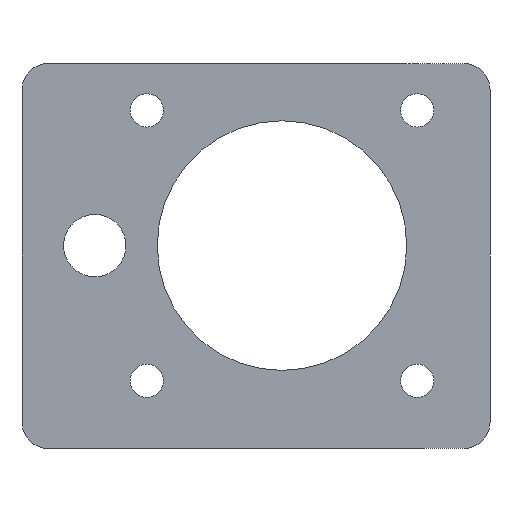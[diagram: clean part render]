
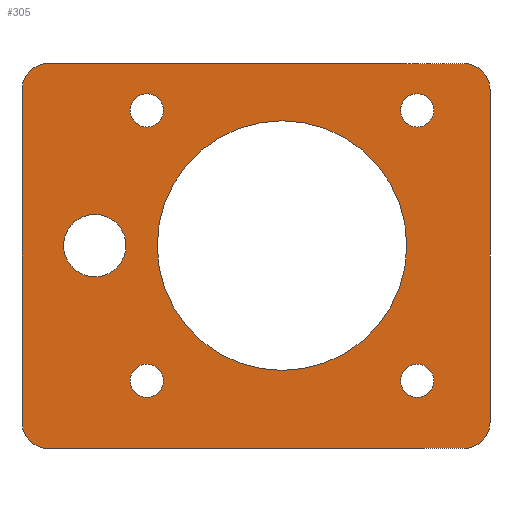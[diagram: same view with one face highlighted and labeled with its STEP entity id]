
A CAD part, front view. The second image highlights one B-rep face of the part: STEP entity #305.
In plain terms, the highlighted planar face has unit normal (0, -1, 0).
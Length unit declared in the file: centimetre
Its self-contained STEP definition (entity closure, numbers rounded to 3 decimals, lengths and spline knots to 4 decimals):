
#30=FACE_BOUND('',#86,.T.);
#31=FACE_BOUND('',#87,.T.);
#32=FACE_BOUND('',#88,.T.);
#33=FACE_BOUND('',#89,.T.);
#34=FACE_BOUND('',#90,.T.);
#35=FACE_BOUND('',#91,.T.);
#41=PLANE('',#343);
#57=FACE_OUTER_BOUND('',#85,.T.);
#85=EDGE_LOOP('',(#266,#267,#268,#269,#270,#271,#272,#273));
#86=EDGE_LOOP('',(#274));
#87=EDGE_LOOP('',(#275));
#88=EDGE_LOOP('',(#276));
#89=EDGE_LOOP('',(#277));
#90=EDGE_LOOP('',(#278));
#91=EDGE_LOOP('',(#279));
#98=LINE('',#472,#114);
#101=LINE('',#495,#117);
#103=LINE('',#502,#119);
#106=LINE('',#510,#122);
#114=VECTOR('',#380,4.);
#117=VECTOR('',#409,3.2);
#119=VECTOR('',#417,3.2);
#122=VECTOR('',#426,4.);
#124=CIRCLE('',#309,0.25);
#135=CIRCLE('',#323,1.2);
#136=CIRCLE('',#325,0.16);
#137=CIRCLE('',#327,0.16);
#138=CIRCLE('',#329,0.16);
#139=CIRCLE('',#331,0.16);
#140=CIRCLE('',#333,0.3);
#141=CIRCLE('',#336,0.25);
#142=CIRCLE('',#339,0.25);
#143=CIRCLE('',#342,0.25);
#144=VERTEX_POINT('',#436);
#145=VERTEX_POINT('',#437);
#160=VERTEX_POINT('',#471);
#161=VERTEX_POINT('',#475);
#162=VERTEX_POINT('',#478);
#163=VERTEX_POINT('',#481);
#164=VERTEX_POINT('',#484);
#165=VERTEX_POINT('',#487);
#166=VERTEX_POINT('',#490);
#167=VERTEX_POINT('',#493);
#168=VERTEX_POINT('',#497);
#169=VERTEX_POINT('',#501);
#170=VERTEX_POINT('',#505);
#171=VERTEX_POINT('',#509);
#172=EDGE_CURVE('',#144,#145,#124,.T.);
#189=EDGE_CURVE('',#160,#145,#98,.T.);
#191=EDGE_CURVE('',#161,#161,#135,.T.);
#192=EDGE_CURVE('',#162,#162,#136,.T.);
#193=EDGE_CURVE('',#163,#163,#137,.T.);
#194=EDGE_CURVE('',#164,#164,#138,.T.);
#195=EDGE_CURVE('',#165,#165,#139,.T.);
#196=EDGE_CURVE('',#166,#166,#140,.T.);
#198=EDGE_CURVE('',#144,#167,#101,.T.);
#199=EDGE_CURVE('',#168,#160,#141,.T.);
#201=EDGE_CURVE('',#169,#168,#103,.T.);
#203=EDGE_CURVE('',#170,#169,#142,.T.);
#205=EDGE_CURVE('',#171,#170,#106,.T.);
#207=EDGE_CURVE('',#167,#171,#143,.T.);
#266=ORIENTED_EDGE('',*,*,#172,.F.);
#267=ORIENTED_EDGE('',*,*,#198,.T.);
#268=ORIENTED_EDGE('',*,*,#207,.T.);
#269=ORIENTED_EDGE('',*,*,#205,.T.);
#270=ORIENTED_EDGE('',*,*,#203,.T.);
#271=ORIENTED_EDGE('',*,*,#201,.T.);
#272=ORIENTED_EDGE('',*,*,#199,.T.);
#273=ORIENTED_EDGE('',*,*,#189,.T.);
#274=ORIENTED_EDGE('',*,*,#196,.T.);
#275=ORIENTED_EDGE('',*,*,#195,.T.);
#276=ORIENTED_EDGE('',*,*,#194,.T.);
#277=ORIENTED_EDGE('',*,*,#193,.T.);
#278=ORIENTED_EDGE('',*,*,#192,.T.);
#279=ORIENTED_EDGE('',*,*,#191,.T.);
#305=ADVANCED_FACE('',(#57,#30,#31,#32,#33,#34,#35),#41,.T.);
#309=AXIS2_PLACEMENT_3D('',#438,#348,#349);
#323=AXIS2_PLACEMENT_3D('',#476,#384,#385);
#325=AXIS2_PLACEMENT_3D('',#479,#388,#389);
#327=AXIS2_PLACEMENT_3D('',#482,#392,#393);
#329=AXIS2_PLACEMENT_3D('',#485,#396,#397);
#331=AXIS2_PLACEMENT_3D('',#488,#400,#401);
#333=AXIS2_PLACEMENT_3D('',#491,#404,#405);
#336=AXIS2_PLACEMENT_3D('',#498,#412,#413);
#339=AXIS2_PLACEMENT_3D('',#506,#421,#422);
#342=AXIS2_PLACEMENT_3D('',#513,#430,#431);
#343=AXIS2_PLACEMENT_3D('',#514,#432,#433);
#348=DIRECTION('center_axis',(0.,1.,0.));
#349=DIRECTION('ref_axis',(0.707,0.,-0.707));
#380=DIRECTION('',(1.,0.,0.));
#384=DIRECTION('center_axis',(0.,1.,0.));
#385=DIRECTION('ref_axis',(1.,0.,0.));
#388=DIRECTION('center_axis',(0.,1.,0.));
#389=DIRECTION('ref_axis',(1.,0.,0.));
#392=DIRECTION('center_axis',(0.,1.,0.));
#393=DIRECTION('ref_axis',(1.,0.,0.));
#396=DIRECTION('center_axis',(0.,1.,0.));
#397=DIRECTION('ref_axis',(1.,0.,0.));
#400=DIRECTION('center_axis',(0.,1.,0.));
#401=DIRECTION('ref_axis',(1.,0.,0.));
#404=DIRECTION('center_axis',(0.,1.,0.));
#405=DIRECTION('ref_axis',(1.,0.,0.));
#409=DIRECTION('',(0.,0.,1.));
#412=DIRECTION('center_axis',(0.,-1.,0.));
#413=DIRECTION('ref_axis',(-1.,0.,0.));
#417=DIRECTION('',(0.,0.,-1.));
#421=DIRECTION('center_axis',(0.,-1.,0.));
#422=DIRECTION('ref_axis',(0.,0.,1.));
#426=DIRECTION('',(-1.,0.,0.));
#430=DIRECTION('center_axis',(0.,-1.,0.));
#431=DIRECTION('ref_axis',(1.,0.,0.));
#432=DIRECTION('center_axis',(0.,-1.,0.));
#433=DIRECTION('ref_axis',(1.,0.,0.));
#436=CARTESIAN_POINT('',(3.2543,0.1788,-1.8542));
#437=CARTESIAN_POINT('',(3.0043,0.1788,-2.1042));
#438=CARTESIAN_POINT('Origin',(3.0043,0.1788,-1.8542));
#471=CARTESIAN_POINT('',(-0.9957,0.1788,-2.1042));
#472=CARTESIAN_POINT('',(-0.9957,0.1788,-2.1042));
#475=CARTESIAN_POINT('',(0.0543,0.1788,-0.1542));
#476=CARTESIAN_POINT('Origin',(1.2543,0.1788,-0.1542));
#478=CARTESIAN_POINT('',(2.3943,0.1788,-1.4542));
#479=CARTESIAN_POINT('Origin',(2.5543,0.1788,-1.4542));
#481=CARTESIAN_POINT('',(-0.2057,0.1788,-1.4542));
#482=CARTESIAN_POINT('Origin',(-0.0457,0.1788,-1.4542));
#484=CARTESIAN_POINT('',(-0.2057,0.1788,1.1458));
#485=CARTESIAN_POINT('Origin',(-0.0457,0.1788,1.1458));
#487=CARTESIAN_POINT('',(2.3943,0.1788,1.1458));
#488=CARTESIAN_POINT('Origin',(2.5543,0.1788,1.1458));
#490=CARTESIAN_POINT('',(-0.8457,0.1788,-0.1542));
#491=CARTESIAN_POINT('Origin',(-0.5457,0.1788,-0.1542));
#493=CARTESIAN_POINT('',(3.2543,0.1788,1.3458));
#495=CARTESIAN_POINT('',(3.2543,0.1788,-2.6042));
#497=CARTESIAN_POINT('',(-1.2457,0.1788,-1.8542));
#498=CARTESIAN_POINT('Origin',(-0.9957,0.1788,-1.8542));
#501=CARTESIAN_POINT('',(-1.2457,0.1788,1.3458));
#502=CARTESIAN_POINT('',(-1.2457,0.1788,1.3458));
#505=CARTESIAN_POINT('',(-0.9957,0.1788,1.5958));
#506=CARTESIAN_POINT('Origin',(-0.9957,0.1788,1.3458));
#509=CARTESIAN_POINT('',(3.0043,0.1788,1.5958));
#510=CARTESIAN_POINT('',(3.0043,0.1788,1.5958));
#513=CARTESIAN_POINT('Origin',(3.0043,0.1788,1.3458));
#514=CARTESIAN_POINT('Origin',(1.0043,0.1788,-0.5042));
